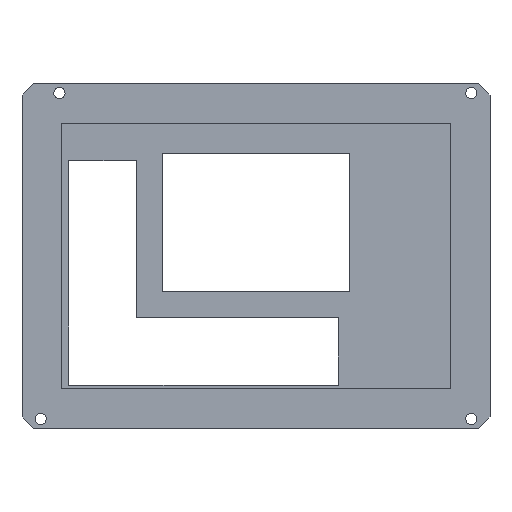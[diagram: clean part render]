
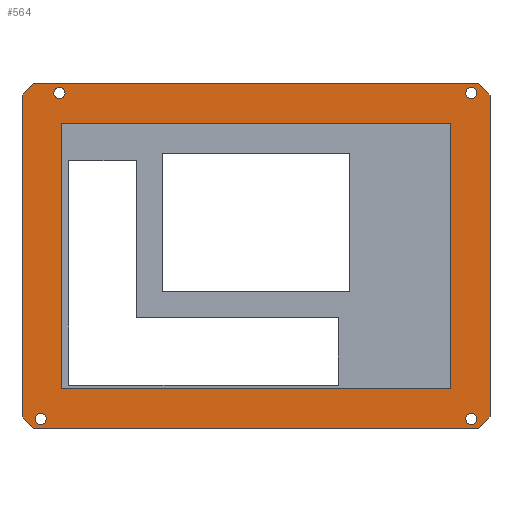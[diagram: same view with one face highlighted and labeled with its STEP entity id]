
A CAD part, front view. The second image highlights one B-rep face of the part: STEP entity #564.
In plain terms, the highlighted planar face has unit normal (0, -1, 0).
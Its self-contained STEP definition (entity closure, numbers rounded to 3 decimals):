
#19=FACE_BOUND('',#72,.T.);
#20=FACE_BOUND('',#73,.T.);
#21=FACE_BOUND('',#74,.T.);
#22=FACE_BOUND('',#75,.T.);
#23=FACE_BOUND('',#76,.T.);
#32=CIRCLE('',#608,1.5);
#33=CIRCLE('',#609,1.5);
#34=CIRCLE('',#610,1.5);
#35=CIRCLE('',#611,1.5);
#42=FACE_OUTER_BOUND('',#71,.T.);
#71=EDGE_LOOP('',(#389,#390,#391,#392,#393,#394,#395,#396));
#72=EDGE_LOOP('',(#397));
#73=EDGE_LOOP('',(#398));
#74=EDGE_LOOP('',(#399));
#75=EDGE_LOOP('',(#400));
#76=EDGE_LOOP('',(#401,#402,#403,#404));
#113=LINE('',#796,#183);
#115=LINE('',#800,#185);
#118=LINE('',#806,#188);
#119=LINE('',#808,#189);
#120=LINE('',#810,#190);
#121=LINE('',#812,#191);
#122=LINE('',#814,#192);
#123=LINE('',#815,#193);
#124=LINE('',#826,#194);
#125=LINE('',#828,#195);
#126=LINE('',#830,#196);
#127=LINE('',#831,#197);
#183=VECTOR('',#648,10.);
#185=VECTOR('',#652,10.);
#188=VECTOR('',#657,10.);
#189=VECTOR('',#658,10.);
#190=VECTOR('',#659,10.);
#191=VECTOR('',#660,10.);
#192=VECTOR('',#661,10.);
#193=VECTOR('',#662,10.);
#194=VECTOR('',#671,10.);
#195=VECTOR('',#672,10.);
#196=VECTOR('',#673,10.);
#197=VECTOR('',#674,10.);
#253=VERTEX_POINT('',#793);
#254=VERTEX_POINT('',#795);
#255=VERTEX_POINT('',#799);
#257=VERTEX_POINT('',#805);
#258=VERTEX_POINT('',#807);
#259=VERTEX_POINT('',#809);
#260=VERTEX_POINT('',#811);
#261=VERTEX_POINT('',#813);
#262=VERTEX_POINT('',#816);
#263=VERTEX_POINT('',#818);
#264=VERTEX_POINT('',#820);
#265=VERTEX_POINT('',#822);
#266=VERTEX_POINT('',#824);
#267=VERTEX_POINT('',#825);
#268=VERTEX_POINT('',#827);
#269=VERTEX_POINT('',#829);
#305=EDGE_CURVE('',#253,#254,#113,.T.);
#307=EDGE_CURVE('',#255,#254,#115,.T.);
#310=EDGE_CURVE('',#253,#257,#118,.T.);
#311=EDGE_CURVE('',#258,#257,#119,.T.);
#312=EDGE_CURVE('',#258,#259,#120,.T.);
#313=EDGE_CURVE('',#260,#259,#121,.T.);
#314=EDGE_CURVE('',#260,#261,#122,.T.);
#315=EDGE_CURVE('',#255,#261,#123,.T.);
#316=EDGE_CURVE('',#262,#262,#32,.T.);
#317=EDGE_CURVE('',#263,#263,#33,.T.);
#318=EDGE_CURVE('',#264,#264,#34,.T.);
#319=EDGE_CURVE('',#265,#265,#35,.T.);
#320=EDGE_CURVE('',#266,#267,#124,.T.);
#321=EDGE_CURVE('',#267,#268,#125,.T.);
#322=EDGE_CURVE('',#268,#269,#126,.T.);
#323=EDGE_CURVE('',#269,#266,#127,.T.);
#389=ORIENTED_EDGE('',*,*,#305,.F.);
#390=ORIENTED_EDGE('',*,*,#310,.T.);
#391=ORIENTED_EDGE('',*,*,#311,.F.);
#392=ORIENTED_EDGE('',*,*,#312,.T.);
#393=ORIENTED_EDGE('',*,*,#313,.F.);
#394=ORIENTED_EDGE('',*,*,#314,.T.);
#395=ORIENTED_EDGE('',*,*,#315,.F.);
#396=ORIENTED_EDGE('',*,*,#307,.T.);
#397=ORIENTED_EDGE('',*,*,#316,.T.);
#398=ORIENTED_EDGE('',*,*,#317,.T.);
#399=ORIENTED_EDGE('',*,*,#318,.T.);
#400=ORIENTED_EDGE('',*,*,#319,.T.);
#401=ORIENTED_EDGE('',*,*,#320,.T.);
#402=ORIENTED_EDGE('',*,*,#321,.T.);
#403=ORIENTED_EDGE('',*,*,#322,.T.);
#404=ORIENTED_EDGE('',*,*,#323,.T.);
#539=PLANE('',#607);
#564=ADVANCED_FACE('',(#42,#19,#20,#21,#22,#23),#539,.T.);
#607=AXIS2_PLACEMENT_3D('',#804,#655,#656);
#608=AXIS2_PLACEMENT_3D('',#817,#663,#664);
#609=AXIS2_PLACEMENT_3D('',#819,#665,#666);
#610=AXIS2_PLACEMENT_3D('',#821,#667,#668);
#611=AXIS2_PLACEMENT_3D('',#823,#669,#670);
#648=DIRECTION('',(0.707,0.,-0.707));
#652=DIRECTION('',(0.,0.,1.));
#655=DIRECTION('center_axis',(0.,-1.,0.));
#656=DIRECTION('ref_axis',(0.,0.,-1.));
#657=DIRECTION('',(-1.,0.,0.));
#658=DIRECTION('',(0.707,0.,0.707));
#659=DIRECTION('',(0.,0.,-1.));
#660=DIRECTION('',(-0.707,0.,0.707));
#661=DIRECTION('',(1.,0.,0.));
#662=DIRECTION('',(-0.707,0.,-0.707));
#663=DIRECTION('center_axis',(0.,1.,0.));
#664=DIRECTION('ref_axis',(-1.,0.,0.));
#665=DIRECTION('center_axis',(0.,1.,0.));
#666=DIRECTION('ref_axis',(-1.,0.,0.));
#667=DIRECTION('center_axis',(0.,1.,0.));
#668=DIRECTION('ref_axis',(-1.,0.,0.));
#669=DIRECTION('center_axis',(0.,1.,0.));
#670=DIRECTION('ref_axis',(-1.,0.,0.));
#671=DIRECTION('',(0.,0.,-1.));
#672=DIRECTION('',(-1.,0.,0.));
#673=DIRECTION('',(0.,0.,1.));
#674=DIRECTION('',(1.,0.,0.));
#793=CARTESIAN_POINT('',(59.5,-2.,46.));
#795=CARTESIAN_POINT('',(62.5,-2.,43.));
#796=CARTESIAN_POINT('',(56.875,-2.,48.625));
#799=CARTESIAN_POINT('',(62.5,-2.,-43.));
#800=CARTESIAN_POINT('',(62.5,-2.,-38.));
#804=CARTESIAN_POINT('Origin',(0.,-2.,0.));
#805=CARTESIAN_POINT('',(-59.5,-2.,46.));
#806=CARTESIAN_POINT('',(54.5,-2.,46.));
#807=CARTESIAN_POINT('',(-62.5,-2.,43.));
#808=CARTESIAN_POINT('',(-56.875,-2.,48.625));
#809=CARTESIAN_POINT('',(-62.5,-2.,-43.));
#810=CARTESIAN_POINT('',(-62.5,-2.,38.));
#811=CARTESIAN_POINT('',(-59.5,-2.,-46.));
#812=CARTESIAN_POINT('',(-56.875,-2.,-48.625));
#813=CARTESIAN_POINT('',(59.5,-2.,-46.));
#814=CARTESIAN_POINT('',(-54.5,-2.,-46.));
#815=CARTESIAN_POINT('',(56.875,-2.,-48.625));
#816=CARTESIAN_POINT('',(-51.,-2.,43.5));
#817=CARTESIAN_POINT('Origin',(-52.5,-2.,43.5));
#818=CARTESIAN_POINT('',(59.,-2.,43.5));
#819=CARTESIAN_POINT('Origin',(57.5,-2.,43.5));
#820=CARTESIAN_POINT('',(-56.,-2.,-43.5));
#821=CARTESIAN_POINT('Origin',(-57.5,-2.,-43.5));
#822=CARTESIAN_POINT('',(59.,-2.,-43.5));
#823=CARTESIAN_POINT('Origin',(57.5,-2.,-43.5));
#824=CARTESIAN_POINT('',(52.,-2.,35.5));
#825=CARTESIAN_POINT('',(52.,-2.,-35.5));
#826=CARTESIAN_POINT('',(52.,-2.,-35.5));
#827=CARTESIAN_POINT('',(-52.,-2.,-35.5));
#828=CARTESIAN_POINT('',(-52.,-2.,-35.5));
#829=CARTESIAN_POINT('',(-52.,-2.,35.5));
#830=CARTESIAN_POINT('',(-52.,-2.,35.5));
#831=CARTESIAN_POINT('',(52.,-2.,35.5));
